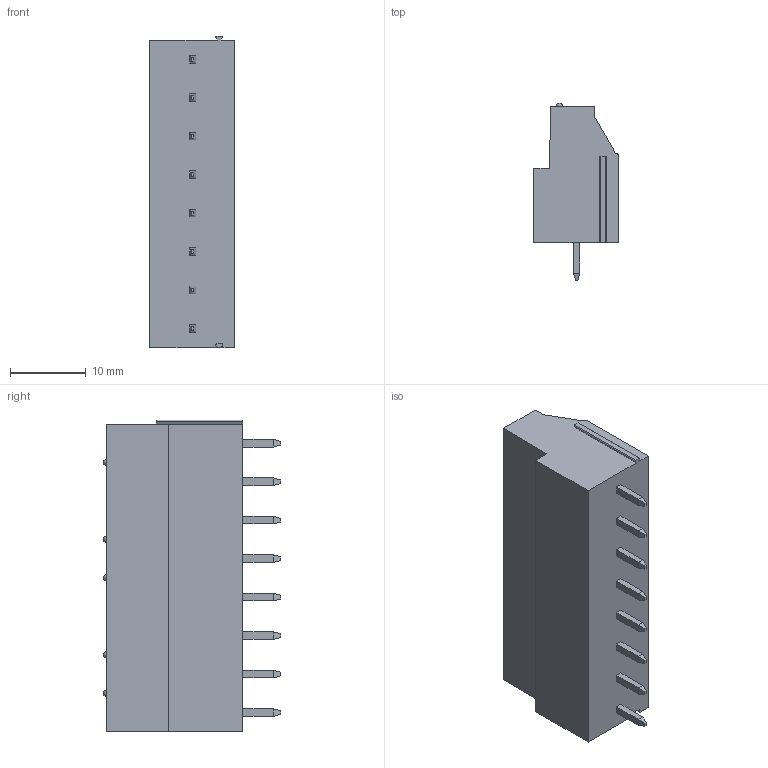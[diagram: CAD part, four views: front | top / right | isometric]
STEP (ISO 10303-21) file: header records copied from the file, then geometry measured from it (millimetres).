
FILE_DESCRIPTION((''),'2;1');
FILE_NAME('TL212V-XXP-XS','2024-10-21T',('sj'),(''),'PRO/ENGINEER BY PARAMETRIC TECHNOLOGY CORPORATION, 2013240','PRO/ENGINEER BY PARAMETRIC TECHNOLOGY CORPORATION, 2013240','');
FILE_SCHEMA(('AUTOMOTIVE_DESIGN_CC2 { 1 2 10303 214 -1 1 5 2 }'));
Length unit declared in the file: millimetre
Products named in the file (1): TL212V-XXP-XS
Bounding box: 11.2 x 23.4 x 41.14 mm (x, y, z)
Volume: 6648 mm3; surface area: 3195.6 mm2
Topology: 1 solids, 1 shells, 302 faces, 737 edges, 456 vertices
Faces by surface type: plane 194, cylinder 55, cone 32, torus 16, sphere 5
Entity records: 8783 total; most frequent: CARTESIAN_POINT 1645, DIRECTION 1483, ORIENTED_EDGE 1454, EDGE_CURVE 727, VECTOR 511, LINE 511, AXIS2_PLACEMENT_3D 486, VERTEX_POINT 456
